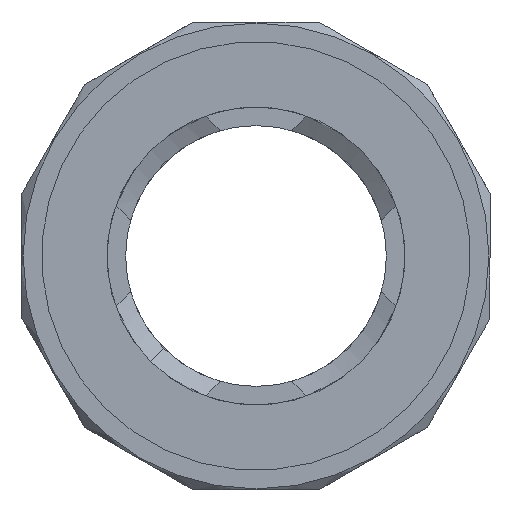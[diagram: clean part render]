
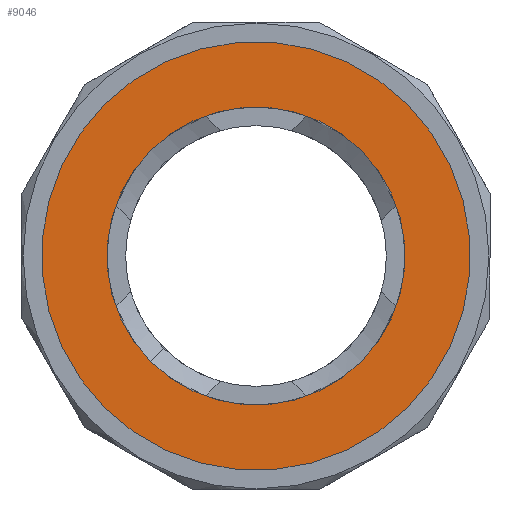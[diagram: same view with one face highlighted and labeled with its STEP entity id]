
A CAD part, front view. The second image highlights one B-rep face of the part: STEP entity #9046.
In plain terms, the highlighted planar face has unit normal (0, -1, 0).
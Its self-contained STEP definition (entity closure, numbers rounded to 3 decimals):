
#6061 = CARTESIAN_POINT ( 'NONE',  ( 8., 0., 0. ) ) ;
#6068 = DIRECTION ( 'NONE',  ( -1., 0., 0. ) ) ;
#6069 = DIRECTION ( 'NONE',  ( 0., 1., 0. ) ) ;
#6070 = CARTESIAN_POINT ( 'NONE',  ( 0., 0., 0. ) ) ;
#6071 = AXIS2_PLACEMENT_3D ( 'NONE', #6070, #6069, #6068 ) ;
#6072 = CIRCLE ( 'NONE', #6071, 8. ) ;
#6084 = CARTESIAN_POINT ( 'NONE',  ( -8., 0., 0. ) ) ;
#6256 = CARTESIAN_POINT ( 'NONE',  ( 11.5, 0., 0. ) ) ;
#6257 = CARTESIAN_POINT ( 'NONE',  ( -11.5, 0., 0. ) ) ;
#6258 = DIRECTION ( 'NONE',  ( -1., 0., 0. ) ) ;
#6259 = DIRECTION ( 'NONE',  ( 0., 1., 0. ) ) ;
#6260 = CARTESIAN_POINT ( 'NONE',  ( 0., 0., 0. ) ) ;
#6261 = AXIS2_PLACEMENT_3D ( 'NONE', #6260, #6259, #6258 ) ;
#6266 = CIRCLE ( 'NONE', #6261, 11.5 ) ;
#6865 = DIRECTION ( 'NONE',  ( -1., 0., 0. ) ) ;
#6866 = DIRECTION ( 'NONE',  ( 0., 1., 0. ) ) ;
#6867 = AXIS2_PLACEMENT_3D ( 'NONE', #6873, #6866, #6865 ) ;
#6868 = CIRCLE ( 'NONE', #6867, 8. ) ;
#6873 = CARTESIAN_POINT ( 'NONE',  ( 0., 0., 0. ) ) ;
#7265 = DIRECTION ( 'NONE',  ( -1., 0., 0. ) ) ;
#7266 = DIRECTION ( 'NONE',  ( 0., 1., 0. ) ) ;
#7267 = CARTESIAN_POINT ( 'NONE',  ( 0., 0., 0. ) ) ;
#7268 = AXIS2_PLACEMENT_3D ( 'NONE', #7267, #7266, #7265 ) ;
#7269 = CIRCLE ( 'NONE', #7268, 11.5 ) ;
#7270 = DIRECTION ( 'NONE',  ( -1., 0., 0. ) ) ;
#7271 = DIRECTION ( 'NONE',  ( 0., 1., 0. ) ) ;
#7272 = CARTESIAN_POINT ( 'NONE',  ( 11.5, 0., 0. ) ) ;
#7273 = AXIS2_PLACEMENT_3D ( 'NONE', #7272, #7271, #7270 ) ;
#7274 = PLANE ( 'NONE',  #7273 ) ;
#7275 = FACE_BOUND ( 'NONE', #9040, .T. ) ;
#7276 = FACE_OUTER_BOUND ( 'NONE', #9062, .T. ) ;
#8391 = VERTEX_POINT ( 'NONE', #6084 ) ;
#8395 = EDGE_CURVE ( 'NONE', #8400, #8391, #6072, .T. ) ;
#8400 = VERTEX_POINT ( 'NONE', #6061 ) ;
#8489 = EDGE_CURVE ( 'NONE', #8490, #8491, #6266, .T. ) ;
#8490 = VERTEX_POINT ( 'NONE', #6257 ) ;
#8491 = VERTEX_POINT ( 'NONE', #6256 ) ;
#8800 = EDGE_CURVE ( 'NONE', #8391, #8400, #6868, .T. ) ;
#9039 = ORIENTED_EDGE ( 'NONE', *, *, #9061, .F. ) ;
#9040 = EDGE_LOOP ( 'NONE', ( #9041, #9060 ) ) ;
#9041 = ORIENTED_EDGE ( 'NONE', *, *, #8800, .T. ) ;
#9046 = ADVANCED_FACE ( 'NONE', ( #7276, #7275 ), #7274, .F. ) ;
#9047 = ORIENTED_EDGE ( 'NONE', *, *, #8489, .F. ) ;
#9060 = ORIENTED_EDGE ( 'NONE', *, *, #8395, .T. ) ;
#9061 = EDGE_CURVE ( 'NONE', #8491, #8490, #7269, .T. ) ;
#9062 = EDGE_LOOP ( 'NONE', ( #9047, #9039 ) ) ;
